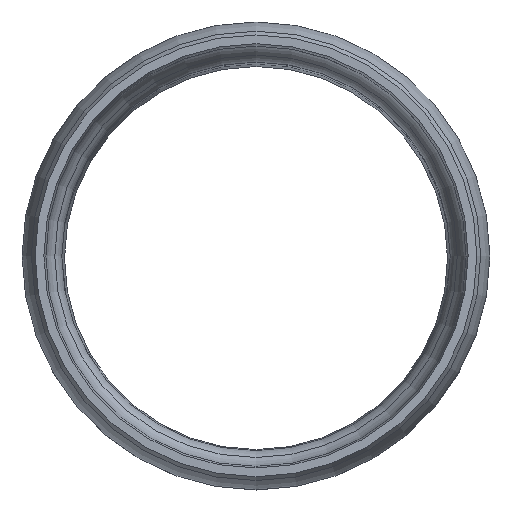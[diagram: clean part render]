
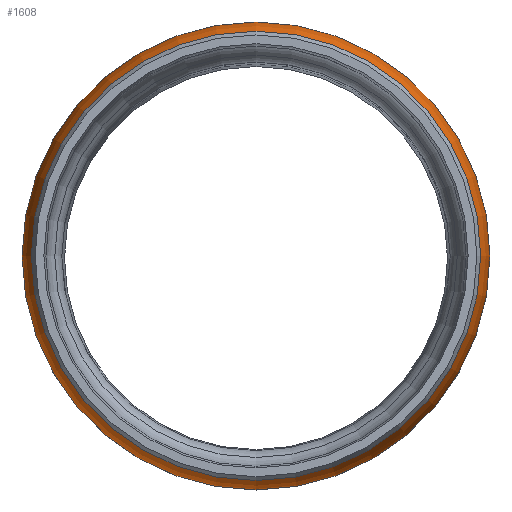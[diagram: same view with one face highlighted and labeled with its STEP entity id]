
A CAD part, top view. The second image highlights one B-rep face of the part: STEP entity #1608.
In plain terms, the highlighted toroidal (fillet/blend) face has major radius 340.006 mm and minor radius 249.994 mm.
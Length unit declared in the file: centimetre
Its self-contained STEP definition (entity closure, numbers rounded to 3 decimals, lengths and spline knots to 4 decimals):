
#16=TOROIDAL_SURFACE('',#1696,34.0006,24.9994);
#65=CIRCLE('',#1694,56.6577);
#66=CIRCLE('',#1695,56.6577);
#67=CIRCLE('',#1697,59.);
#68=CIRCLE('',#1698,24.9994);
#69=CIRCLE('',#1699,59.);
#264=FACE_OUTER_BOUND('',#347,.T.);
#347=EDGE_LOOP('',(#1293,#1294,#1295,#1296,#1297,#1298));
#780=VERTEX_POINT('',#4487);
#781=VERTEX_POINT('',#4488);
#782=VERTEX_POINT('',#4493);
#783=VERTEX_POINT('',#4494);
#994=EDGE_CURVE('',#780,#781,#65,.T.);
#995=EDGE_CURVE('',#781,#780,#66,.T.);
#997=EDGE_CURVE('',#782,#783,#67,.T.);
#998=EDGE_CURVE('',#782,#780,#68,.T.);
#999=EDGE_CURVE('',#783,#782,#69,.T.);
#1293=ORIENTED_EDGE('',*,*,#997,.F.);
#1294=ORIENTED_EDGE('',*,*,#998,.T.);
#1295=ORIENTED_EDGE('',*,*,#994,.T.);
#1296=ORIENTED_EDGE('',*,*,#995,.T.);
#1297=ORIENTED_EDGE('',*,*,#998,.F.);
#1298=ORIENTED_EDGE('',*,*,#999,.F.);
#1608=ADVANCED_FACE('',(#264),#16,.T.);
#1694=AXIS2_PLACEMENT_3D('',#4489,#2006,#2007);
#1695=AXIS2_PLACEMENT_3D('',#4490,#2008,#2009);
#1696=AXIS2_PLACEMENT_3D('',#4492,#2011,#2012);
#1697=AXIS2_PLACEMENT_3D('',#4495,#2013,#2014);
#1698=AXIS2_PLACEMENT_3D('',#4496,#2015,#2016);
#1699=AXIS2_PLACEMENT_3D('',#4497,#2017,#2018);
#2006=DIRECTION('center_axis',(0.,0.,
-1.));
#2007=DIRECTION('ref_axis',(-1.,0.,0.));
#2008=DIRECTION('center_axis',(0.,0.,
-1.));
#2009=DIRECTION('ref_axis',(-1.,0.,0.));
#2011=DIRECTION('center_axis',(0.,0.,
-1.));
#2012=DIRECTION('ref_axis',(0.,1.,0.));
#2013=DIRECTION('center_axis',(0.,0.,
-1.));
#2014=DIRECTION('ref_axis',(-1.,0.,0.));
#2015=DIRECTION('center_axis',(-1.,0.,0.));
#2016=DIRECTION('ref_axis',(0.,-1.,0.));
#2017=DIRECTION('center_axis',(0.,0.,
-1.));
#2018=DIRECTION('ref_axis',(-1.,0.,0.));
#4487=CARTESIAN_POINT('',(701.4963,473.3548,-2.0393));
#4488=CARTESIAN_POINT('',(758.154,530.0125,-2.0393));
#4489=CARTESIAN_POINT('Origin',(701.4963,530.0125,-2.0393));
#4490=CARTESIAN_POINT('Origin',(701.4963,530.0125,-2.0393));
#4492=CARTESIAN_POINT('Origin',(701.4963,530.0125,-12.6046));
#4493=CARTESIAN_POINT('',(701.4963,471.0125,-12.6048));
#4494=CARTESIAN_POINT('',(760.4963,530.0125,-12.6048));
#4495=CARTESIAN_POINT('Origin',(701.4963,530.0125,-12.6048));
#4496=CARTESIAN_POINT('Origin',(701.4963,496.012,-12.6046));
#4497=CARTESIAN_POINT('Origin',(701.4963,530.0125,-12.6048));
